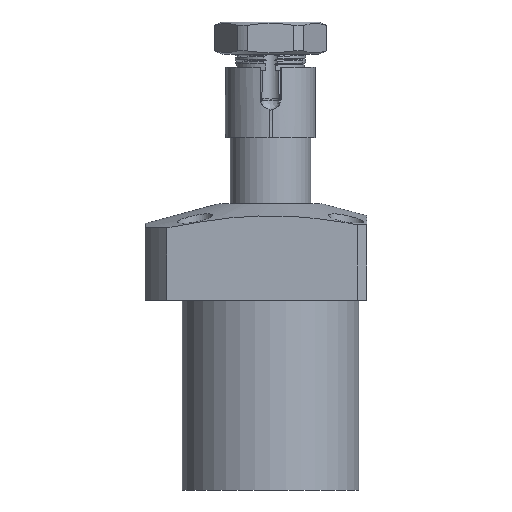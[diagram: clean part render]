
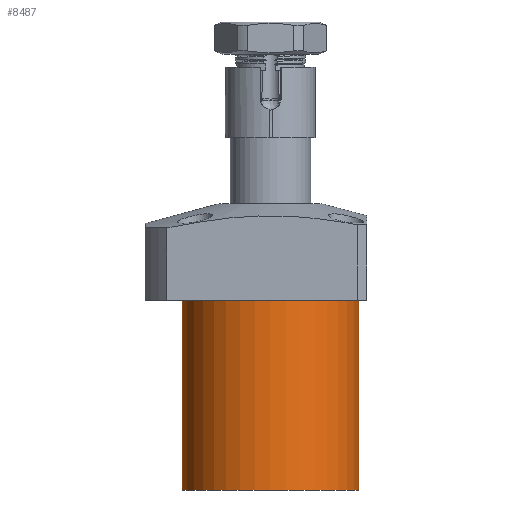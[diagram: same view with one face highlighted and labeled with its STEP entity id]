
A CAD part, front view. The second image highlights one B-rep face of the part: STEP entity #8487.
In plain terms, the highlighted cylindrical face has radius 27.5 mm (diameter 55 mm), a partial arc.
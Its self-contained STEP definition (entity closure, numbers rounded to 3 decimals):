
#4 = DIRECTION ( 'NONE',  ( 1., 0., 0. ) ) ;
#188 = ORIENTED_EDGE ( 'NONE', *, *, #2225, .T. ) ;
#1108 = EDGE_CURVE ( 'NONE', #11079, #7132, #8058, .T. ) ;
#1118 = VECTOR ( 'NONE', #11125, 1000. ) ;
#1128 = DIRECTION ( 'NONE',  ( 0., 0., 1. ) ) ;
#1193 = VERTEX_POINT ( 'NONE', #4101 ) ;
#1546 = CIRCLE ( 'NONE', #3382, 27.5 ) ;
#1824 = CYLINDRICAL_SURFACE ( 'NONE', #7310, 27.5 ) ;
#1888 = CARTESIAN_POINT ( 'NONE',  ( 0., 0., 0. ) ) ;
#1996 = CARTESIAN_POINT ( 'NONE',  ( -27.5, 0., -59. ) ) ;
#2225 = EDGE_CURVE ( 'NONE', #7132, #1193, #3299, .T. ) ;
#2848 = ORIENTED_EDGE ( 'NONE', *, *, #11978, .F. ) ;
#3085 = FACE_OUTER_BOUND ( 'NONE', #9308, .T. ) ;
#3168 = CARTESIAN_POINT ( 'NONE',  ( 27.5, 0., 0. ) ) ;
#3299 = CIRCLE ( 'NONE', #11139, 27.5 ) ;
#3382 = AXIS2_PLACEMENT_3D ( 'NONE', #10020, #1128, #4 ) ;
#3624 = EDGE_CURVE ( 'NONE', #6828, #11079, #1546, .T. ) ;
#3907 = DIRECTION ( 'NONE',  ( 1., 0., 0. ) ) ;
#4101 = CARTESIAN_POINT ( 'NONE',  ( -27.5, 0., 0. ) ) ;
#4158 = VECTOR ( 'NONE', #6098, 1000. ) ;
#5059 = DIRECTION ( 'NONE',  ( 0., 0., -1. ) ) ;
#6098 = DIRECTION ( 'NONE',  ( 0., 0., 1. ) ) ;
#6633 = ORIENTED_EDGE ( 'NONE', *, *, #1108, .T. ) ;
#6828 = VERTEX_POINT ( 'NONE', #10149 ) ;
#7132 = VERTEX_POINT ( 'NONE', #3168 ) ;
#7310 = AXIS2_PLACEMENT_3D ( 'NONE', #9967, #11907, #10978 ) ;
#8058 = LINE ( 'NONE', #11076, #1118 ) ;
#8487 = ADVANCED_FACE ( 'NONE', ( #3085 ), #1824, .T. ) ;
#8696 = ORIENTED_EDGE ( 'NONE', *, *, #3624, .T. ) ;
#9033 = CARTESIAN_POINT ( 'NONE',  ( 27.5, 0., -59. ) ) ;
#9308 = EDGE_LOOP ( 'NONE', ( #2848, #8696, #6633, #188 ) ) ;
#9967 = CARTESIAN_POINT ( 'NONE',  ( 0., 0., -59. ) ) ;
#10020 = CARTESIAN_POINT ( 'NONE',  ( 0., 0., -59. ) ) ;
#10149 = CARTESIAN_POINT ( 'NONE',  ( -27.5, 0., -59. ) ) ;
#10978 = DIRECTION ( 'NONE',  ( 1., 0., 0. ) ) ;
#11076 = CARTESIAN_POINT ( 'NONE',  ( 27.5, 0., -59. ) ) ;
#11079 = VERTEX_POINT ( 'NONE', #9033 ) ;
#11125 = DIRECTION ( 'NONE',  ( 0., 0., 1. ) ) ;
#11139 = AXIS2_PLACEMENT_3D ( 'NONE', #1888, #5059, #3907 ) ;
#11907 = DIRECTION ( 'NONE',  ( 0., 0., 1. ) ) ;
#11978 = EDGE_CURVE ( 'NONE', #6828, #1193, #12190, .T. ) ;
#12190 = LINE ( 'NONE', #1996, #4158 ) ;
